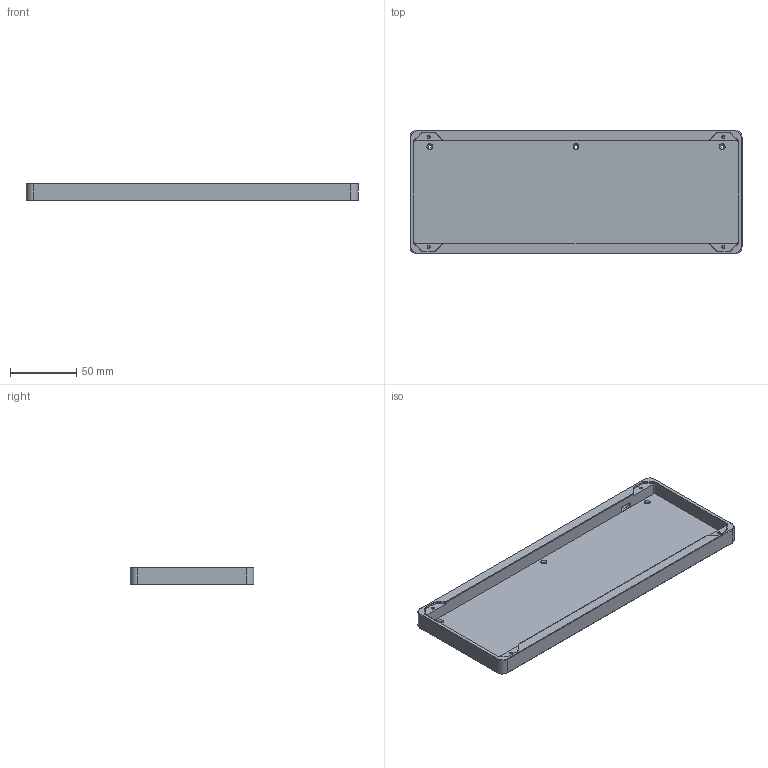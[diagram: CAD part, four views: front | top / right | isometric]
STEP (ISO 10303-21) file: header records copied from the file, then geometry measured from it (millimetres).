
FILE_DESCRIPTION(/* description */ (''),/* implementation_level */ '2;1');
FILE_NAME(/* name */ 'Bateau.step',/* time_stamp */ '2024-02-16T19:41:37-05:00',/* author */ (''),/* organization */ (''),/* preprocessor_version */ 'ST-DEVELOPER v20',/* originating_system */ 'Autodesk Translation Framework v12.20.1.177',/* authorisation */ '');
FILE_SCHEMA (('AUTOMOTIVE_DESIGN { 1 0 10303 214 3 1 1 }'));
Length unit declared in the file: millimetre
Products named in the file (1): Bateau
Bounding box: 249.94 x 93.25 x 13.1 mm (x, y, z)
Volume: 103140.8 mm3; surface area: 62167.1 mm2
Topology: 1 solids, 1 shells, 148 faces, 363 edges, 225 vertices
Faces by surface type: plane 78, cone 35, cylinder 35
Full cylindrical faces by diameter (mm): 1.75 x4, 2.5 x3
Entity records: 4369 total; most frequent: DIRECTION 782, CARTESIAN_POINT 737, ORIENTED_EDGE 726, EDGE_CURVE 363, AXIS2_PLACEMENT_3D 270, LINE 242, VECTOR 242, VERTEX_POINT 225
